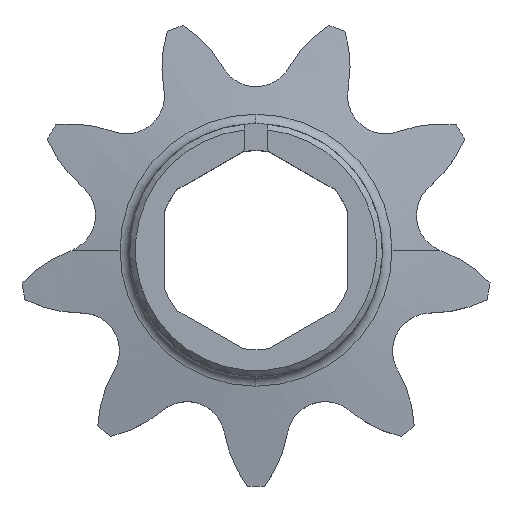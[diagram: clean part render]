
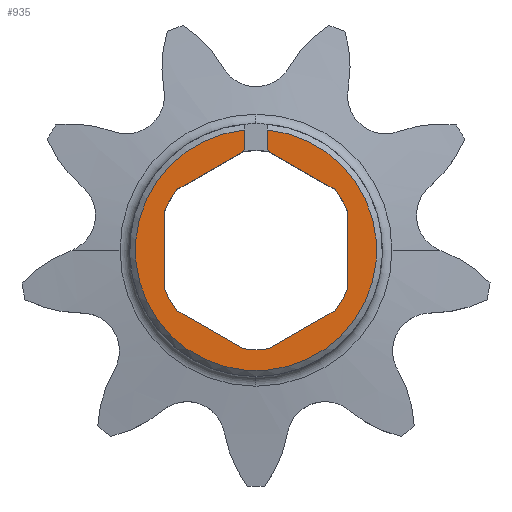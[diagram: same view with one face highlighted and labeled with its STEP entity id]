
A CAD part, top view. The second image highlights one B-rep face of the part: STEP entity #935.
In plain terms, the highlighted planar face has unit normal (0, 0, 1).
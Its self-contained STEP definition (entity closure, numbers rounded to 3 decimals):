
#16 = LINE ( 'NONE', #298, #1249 ) ;
#51 = DIRECTION ( 'NONE',  ( 0., 1., 0. ) ) ;
#115 = DIRECTION ( 'NONE',  ( 1., 0., 0. ) ) ;
#139 = CARTESIAN_POINT ( 'NONE',  ( 6.35, 2.635, 6.35 ) ) ;
#174 = DIRECTION ( 'NONE',  ( 0., -1., 0. ) ) ;
#205 = LINE ( 'NONE', #713, #1448 ) ;
#220 = DIRECTION ( 'NONE',  ( 0., 0., 1. ) ) ;
#298 = CARTESIAN_POINT ( 'NONE',  ( 0.893, -6.817, 6.35 ) ) ;
#330 = CARTESIAN_POINT ( 'NONE',  ( -1.302, 7.118, 6.35 ) ) ;
#336 = CARTESIAN_POINT ( 'NONE',  ( 0.794, 7.118, 6.35 ) ) ;
#349 = CARTESIAN_POINT ( 'NONE',  ( -6.35, 2.635, 6.35 ) ) ;
#384 = ORIENTED_EDGE ( 'NONE', *, *, #3097, .F. ) ;
#403 = DIRECTION ( 'NONE',  ( 0., 0., 1. ) ) ;
#426 = CARTESIAN_POINT ( 'NONE',  ( -0.893, 6.817, 6.35 ) ) ;
#436 = DIRECTION ( 'NONE',  ( 0., 0., 1. ) ) ;
#487 = VERTEX_POINT ( 'NONE', #853 ) ;
#495 = VERTEX_POINT ( 'NONE', #1898 ) ;
#534 = AXIS2_PLACEMENT_3D ( 'NONE', #2626, #735, #2882 ) ;
#537 = DIRECTION ( 'NONE',  ( 0., 0., 1. ) ) ;
#601 = CIRCLE ( 'NONE', #653, 8.331 ) ;
#605 = DIRECTION ( 'NONE',  ( 0., -1., 0. ) ) ;
#615 = LINE ( 'NONE', #2521, #2083 ) ;
#653 = AXIS2_PLACEMENT_3D ( 'NONE', #1598, #220, #919 ) ;
#673 = ORIENTED_EDGE ( 'NONE', *, *, #1443, .T. ) ;
#696 = CARTESIAN_POINT ( 'NONE',  ( 6.35, -2.635, 6.35 ) ) ;
#713 = CARTESIAN_POINT ( 'NONE',  ( -0.794, 0., 6.35 ) ) ;
#722 = LINE ( 'NONE', #2867, #2334 ) ;
#735 = DIRECTION ( 'NONE',  ( 0., 0., 1. ) ) ;
#765 = ORIENTED_EDGE ( 'NONE', *, *, #2091, .F. ) ;
#772 = DIRECTION ( 'NONE',  ( 0.866, 0.5, 0. ) ) ;
#841 = CARTESIAN_POINT ( 'NONE',  ( -0.794, 8.293, 6.35 ) ) ;
#846 = ORIENTED_EDGE ( 'NONE', *, *, #1841, .F. ) ;
#853 = CARTESIAN_POINT ( 'NONE',  ( -0.893, -6.817, 6.35 ) ) ;
#870 = PLANE ( 'NONE',  #2058 ) ;
#913 = VERTEX_POINT ( 'NONE', #1614 ) ;
#919 = DIRECTION ( 'NONE',  ( 0., -1., 0. ) ) ;
#931 = CIRCLE ( 'NONE', #1075, 6.875 ) ;
#933 = VECTOR ( 'NONE', #2689, 1000. ) ;
#935 = ADVANCED_FACE ( 'NONE', ( #1369 ), #870, .T. ) ;
#976 = CIRCLE ( 'NONE', #3028, 6.875 ) ;
#1005 = VERTEX_POINT ( 'NONE', #336 ) ;
#1021 = EDGE_CURVE ( 'NONE', #2977, #1958, #2544, .T. ) ;
#1044 = CARTESIAN_POINT ( 'NONE',  ( -5.457, 4.182, 6.35 ) ) ;
#1075 = AXIS2_PLACEMENT_3D ( 'NONE', #1126, #403, #1619 ) ;
#1092 = VERTEX_POINT ( 'NONE', #841 ) ;
#1126 = CARTESIAN_POINT ( 'NONE',  ( 0., 0., 6.35 ) ) ;
#1136 = DIRECTION ( 'NONE',  ( 0., 0., 1. ) ) ;
#1138 = EDGE_CURVE ( 'NONE', #913, #1470, #3109, .T. ) ;
#1144 = ORIENTED_EDGE ( 'NONE', *, *, #1138, .F. ) ;
#1173 = EDGE_CURVE ( 'NONE', #1092, #495, #205, .T. ) ;
#1215 = CARTESIAN_POINT ( 'NONE',  ( 0.893, -6.817, 6.35 ) ) ;
#1239 = DIRECTION ( 'NONE',  ( 0., -1., 0. ) ) ;
#1246 = EDGE_CURVE ( 'NONE', #1092, #2444, #601, .T. ) ;
#1249 = VECTOR ( 'NONE', #772, 1000. ) ;
#1311 = EDGE_CURVE ( 'NONE', #1654, #2275, #16, .T. ) ;
#1357 = ORIENTED_EDGE ( 'NONE', *, *, #1246, .T. ) ;
#1369 = FACE_OUTER_BOUND ( 'NONE', #1887, .T. ) ;
#1388 = CARTESIAN_POINT ( 'NONE',  ( 0., 0., 6.35 ) ) ;
#1396 = ORIENTED_EDGE ( 'NONE', *, *, #2860, .F. ) ;
#1408 = ORIENTED_EDGE ( 'NONE', *, *, #1311, .F. ) ;
#1413 = DIRECTION ( 'NONE',  ( -0.866, -0.5, 0. ) ) ;
#1418 = CARTESIAN_POINT ( 'NONE',  ( 5.457, 4.182, 6.35 ) ) ;
#1423 = AXIS2_PLACEMENT_3D ( 'NONE', #2260, #1544, #2502 ) ;
#1443 = EDGE_CURVE ( 'NONE', #1005, #1788, #1792, .T. ) ;
#1448 = VECTOR ( 'NONE', #174, 1000. ) ;
#1470 = VERTEX_POINT ( 'NONE', #1044 ) ;
#1501 = EDGE_CURVE ( 'NONE', #913, #495, #2593, .T. ) ;
#1544 = DIRECTION ( 'NONE',  ( 0., 0., 1. ) ) ;
#1573 = VECTOR ( 'NONE', #51, 1000. ) ;
#1595 = VECTOR ( 'NONE', #1413, 1000. ) ;
#1598 = CARTESIAN_POINT ( 'NONE',  ( 0., 0., 6.35 ) ) ;
#1614 = CARTESIAN_POINT ( 'NONE',  ( -0.893, 6.817, 6.35 ) ) ;
#1619 = DIRECTION ( 'NONE',  ( 1., 0., 0. ) ) ;
#1637 = AXIS2_PLACEMENT_3D ( 'NONE', #330, #436, #2732 ) ;
#1654 = VERTEX_POINT ( 'NONE', #1215 ) ;
#1667 = CIRCLE ( 'NONE', #1423, 6.875 ) ;
#1675 = LINE ( 'NONE', #2413, #933 ) ;
#1700 = ORIENTED_EDGE ( 'NONE', *, *, #1501, .T. ) ;
#1781 = ORIENTED_EDGE ( 'NONE', *, *, #2019, .F. ) ;
#1788 = VERTEX_POINT ( 'NONE', #2738 ) ;
#1792 = CIRCLE ( 'NONE', #2387, 0.508 ) ;
#1794 = DIRECTION ( 'NONE',  ( 0., 0., 1. ) ) ;
#1805 = CARTESIAN_POINT ( 'NONE',  ( -5.457, -4.182, 6.35 ) ) ;
#1815 = LINE ( 'NONE', #1418, #2773 ) ;
#1841 = EDGE_CURVE ( 'NONE', #2275, #2722, #1667, .T. ) ;
#1843 = ORIENTED_EDGE ( 'NONE', *, *, #1021, .F. ) ;
#1887 = EDGE_LOOP ( 'NONE', ( #1144, #1700, #2542, #1357, #2266, #673, #765, #1843, #2728, #846, #1408, #1781, #1396, #384, #2371, #2576 ) ) ;
#1898 = CARTESIAN_POINT ( 'NONE',  ( -0.794, 7.118, 6.35 ) ) ;
#1934 = EDGE_CURVE ( 'NONE', #1005, #2444, #2434, .T. ) ;
#1958 = VERTEX_POINT ( 'NONE', #2416 ) ;
#2015 = DIRECTION ( 'NONE',  ( 0., 0., 1. ) ) ;
#2019 = EDGE_CURVE ( 'NONE', #487, #1654, #931, .T. ) ;
#2058 = AXIS2_PLACEMENT_3D ( 'NONE', #1388, #1136, #605 ) ;
#2083 = VECTOR ( 'NONE', #2955, 1000. ) ;
#2091 = EDGE_CURVE ( 'NONE', #1958, #1788, #1815, .T. ) ;
#2096 = AXIS2_PLACEMENT_3D ( 'NONE', #3015, #2015, #3031 ) ;
#2230 = EDGE_CURVE ( 'NONE', #1470, #2248, #976, .T. ) ;
#2248 = VERTEX_POINT ( 'NONE', #349 ) ;
#2260 = CARTESIAN_POINT ( 'NONE',  ( 0., 0., 6.35 ) ) ;
#2266 = ORIENTED_EDGE ( 'NONE', *, *, #1934, .F. ) ;
#2275 = VERTEX_POINT ( 'NONE', #2526 ) ;
#2334 = VECTOR ( 'NONE', #2684, 1000. ) ;
#2371 = ORIENTED_EDGE ( 'NONE', *, *, #2683, .F. ) ;
#2387 = AXIS2_PLACEMENT_3D ( 'NONE', #2943, #537, #1239 ) ;
#2408 = CARTESIAN_POINT ( 'NONE',  ( -6.35, -2.635, 6.35 ) ) ;
#2413 = CARTESIAN_POINT ( 'NONE',  ( 6.35, -2.635, 6.35 ) ) ;
#2416 = CARTESIAN_POINT ( 'NONE',  ( 5.457, 4.182, 6.35 ) ) ;
#2434 = LINE ( 'NONE', #2468, #1573 ) ;
#2444 = VERTEX_POINT ( 'NONE', #2637 ) ;
#2468 = CARTESIAN_POINT ( 'NONE',  ( 0.794, 0., 6.35 ) ) ;
#2502 = DIRECTION ( 'NONE',  ( 1., 0., 0. ) ) ;
#2514 = EDGE_CURVE ( 'NONE', #2722, #2977, #1675, .T. ) ;
#2521 = CARTESIAN_POINT ( 'NONE',  ( -6.35, 2.635, 6.35 ) ) ;
#2526 = CARTESIAN_POINT ( 'NONE',  ( 5.457, -4.182, 6.35 ) ) ;
#2542 = ORIENTED_EDGE ( 'NONE', *, *, #1173, .F. ) ;
#2544 = CIRCLE ( 'NONE', #2096, 6.875 ) ;
#2576 = ORIENTED_EDGE ( 'NONE', *, *, #2230, .F. ) ;
#2593 = CIRCLE ( 'NONE', #1637, 0.508 ) ;
#2626 = CARTESIAN_POINT ( 'NONE',  ( 0., 0., 6.35 ) ) ;
#2631 = CIRCLE ( 'NONE', #534, 6.875 ) ;
#2637 = CARTESIAN_POINT ( 'NONE',  ( 0.794, 8.293, 6.35 ) ) ;
#2665 = VERTEX_POINT ( 'NONE', #1805 ) ;
#2683 = EDGE_CURVE ( 'NONE', #2248, #2865, #615, .T. ) ;
#2684 = DIRECTION ( 'NONE',  ( 0.866, -0.5, 0. ) ) ;
#2689 = DIRECTION ( 'NONE',  ( 0., 1., 0. ) ) ;
#2722 = VERTEX_POINT ( 'NONE', #696 ) ;
#2728 = ORIENTED_EDGE ( 'NONE', *, *, #2514, .F. ) ;
#2732 = DIRECTION ( 'NONE',  ( 0., -1., 0. ) ) ;
#2738 = CARTESIAN_POINT ( 'NONE',  ( 0.893, 6.817, 6.35 ) ) ;
#2773 = VECTOR ( 'NONE', #3101, 1000. ) ;
#2860 = EDGE_CURVE ( 'NONE', #2665, #487, #722, .T. ) ;
#2865 = VERTEX_POINT ( 'NONE', #2408 ) ;
#2867 = CARTESIAN_POINT ( 'NONE',  ( -5.457, -4.182, 6.35 ) ) ;
#2882 = DIRECTION ( 'NONE',  ( 1., 0., 0. ) ) ;
#2943 = CARTESIAN_POINT ( 'NONE',  ( 1.302, 7.118, 6.35 ) ) ;
#2955 = DIRECTION ( 'NONE',  ( 0., -1., 0. ) ) ;
#2977 = VERTEX_POINT ( 'NONE', #139 ) ;
#3015 = CARTESIAN_POINT ( 'NONE',  ( 0., 0., 6.35 ) ) ;
#3028 = AXIS2_PLACEMENT_3D ( 'NONE', #3070, #1794, #115 ) ;
#3031 = DIRECTION ( 'NONE',  ( 1., 0., 0. ) ) ;
#3070 = CARTESIAN_POINT ( 'NONE',  ( 0., 0., 6.35 ) ) ;
#3097 = EDGE_CURVE ( 'NONE', #2865, #2665, #2631, .T. ) ;
#3101 = DIRECTION ( 'NONE',  ( -0.866, 0.5, 0. ) ) ;
#3109 = LINE ( 'NONE', #426, #1595 ) ;
